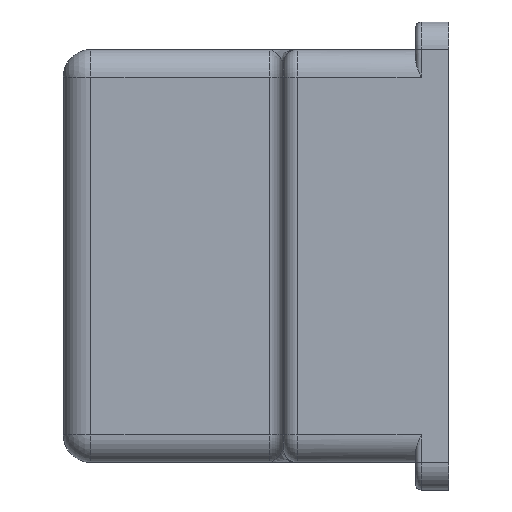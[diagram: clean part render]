
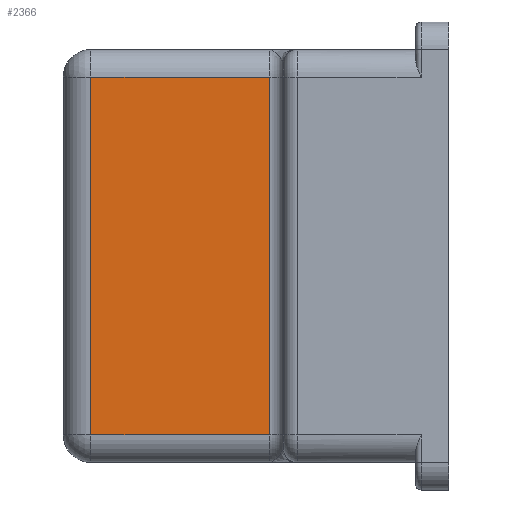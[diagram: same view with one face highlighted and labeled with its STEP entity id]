
A CAD part, left-side view. The second image highlights one B-rep face of the part: STEP entity #2366.
In plain terms, the highlighted planar face has unit normal (-1, 0, 0).
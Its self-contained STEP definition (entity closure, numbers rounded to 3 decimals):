
#165 = VECTOR ( 'NONE', #1924, 1000. ) ;
#330 = EDGE_LOOP ( 'NONE', ( #2299, #2724, #2305, #1769 ) ) ;
#516 = DIRECTION ( 'NONE',  ( 1., 0., 0. ) ) ;
#571 = EDGE_CURVE ( 'NONE', #3703, #3038, #3426, .T. ) ;
#576 = CARTESIAN_POINT ( 'NONE',  ( -6., 13., 6.5 ) ) ;
#904 = CARTESIAN_POINT ( 'NONE',  ( -6., 13., 8.5 ) ) ;
#993 = LINE ( 'NONE', #1294, #165 ) ;
#1014 = FACE_OUTER_BOUND ( 'NONE', #330, .T. ) ;
#1115 = LINE ( 'NONE', #3293, #2660 ) ;
#1183 = EDGE_CURVE ( 'NONE', #2506, #1261, #2635, .T. ) ;
#1261 = VERTEX_POINT ( 'NONE', #2072 ) ;
#1294 = CARTESIAN_POINT ( 'NONE',  ( -6., 6., 6.5 ) ) ;
#1642 = DIRECTION ( 'NONE',  ( 0., 0., 1. ) ) ;
#1651 = VECTOR ( 'NONE', #1642, 1000. ) ;
#1769 = ORIENTED_EDGE ( 'NONE', *, *, #1183, .T. ) ;
#1924 = DIRECTION ( 'NONE',  ( 0., 1., 0. ) ) ;
#1985 = EDGE_CURVE ( 'NONE', #1261, #3703, #1115, .T. ) ;
#2072 = CARTESIAN_POINT ( 'NONE',  ( -6., 13., -6.5 ) ) ;
#2138 = DIRECTION ( 'NONE',  ( 0., 0., -1. ) ) ;
#2299 = ORIENTED_EDGE ( 'NONE', *, *, #1985, .T. ) ;
#2305 = ORIENTED_EDGE ( 'NONE', *, *, #3761, .T. ) ;
#2357 = CARTESIAN_POINT ( 'NONE',  ( -6., 6., 8.5 ) ) ;
#2366 = ADVANCED_FACE ( 'NONE', ( #1014 ), #2985, .F. ) ;
#2506 = VERTEX_POINT ( 'NONE', #576 ) ;
#2535 = VECTOR ( 'NONE', #2138, 1000. ) ;
#2635 = LINE ( 'NONE', #904, #2535 ) ;
#2660 = VECTOR ( 'NONE', #2666, 1000. ) ;
#2666 = DIRECTION ( 'NONE',  ( 0., -1., 0. ) ) ;
#2684 = DIRECTION ( 'NONE',  ( 0., 0., -1. ) ) ;
#2724 = ORIENTED_EDGE ( 'NONE', *, *, #571, .T. ) ;
#2759 = AXIS2_PLACEMENT_3D ( 'NONE', #2357, #516, #2684 ) ;
#2985 = PLANE ( 'NONE',  #2759 ) ;
#3038 = VERTEX_POINT ( 'NONE', #3141 ) ;
#3134 = CARTESIAN_POINT ( 'NONE',  ( -6., 6.5, -6.5 ) ) ;
#3141 = CARTESIAN_POINT ( 'NONE',  ( -6., 6.5, 6.5 ) ) ;
#3293 = CARTESIAN_POINT ( 'NONE',  ( -6., 6., -6.5 ) ) ;
#3426 = LINE ( 'NONE', #3812, #1651 ) ;
#3703 = VERTEX_POINT ( 'NONE', #3134 ) ;
#3761 = EDGE_CURVE ( 'NONE', #3038, #2506, #993, .T. ) ;
#3812 = CARTESIAN_POINT ( 'NONE',  ( -6., 6.5, 6.5 ) ) ;
